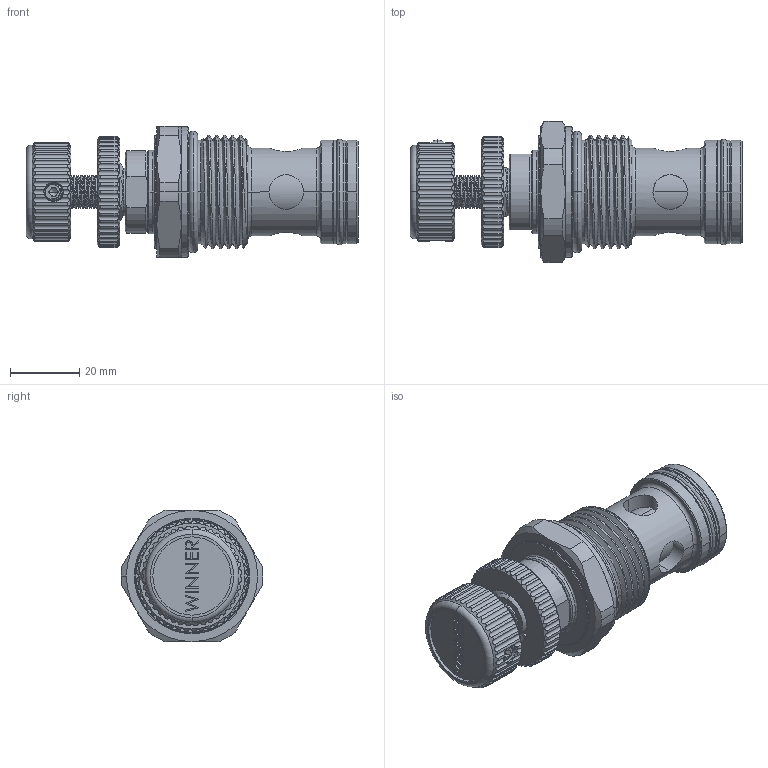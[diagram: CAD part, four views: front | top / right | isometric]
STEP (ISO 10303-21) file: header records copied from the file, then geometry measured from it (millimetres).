
FILE_DESCRIPTION (( 'STEP AP203' ), '1' );
FILE_NAME ('NV21E20-K.STEP', '2020-03-19T06:34:30', ( '' ), ( '' ), 'SwSTEP 2.0', 'SolidWorks 2018', '' );
FILE_SCHEMA (( 'CONFIG_CONTROL_DESIGN' ));
Products named in the file (1): NV21E20-K
Bounding box: 96.22 x 41.1 x 38 mm (x, y, z)
Volume: 57710.8 mm3; surface area: 21355.6 mm2
Topology: 9 solids, 9 shells, 845 faces, 2350 edges, 1503 vertices
Faces by surface type: cylinder 410, plane 205, cone 97, torus 76, bspline 55, sphere 2
Entity records: 58927 total; most frequent: CARTESIAN_POINT 38911, ORIENTED_EDGE 4646, DIRECTION 3653, EDGE_CURVE 2323, VERTEX_POINT 1500, AXIS2_PLACEMENT_3D 1414, EDGE_LOOP 889, FACE_OUTER_BOUND 845
